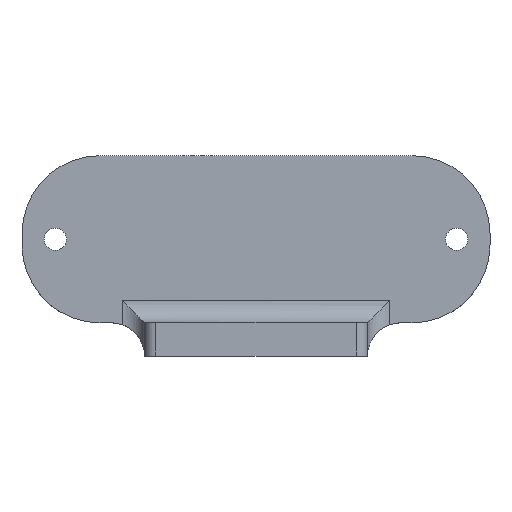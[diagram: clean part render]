
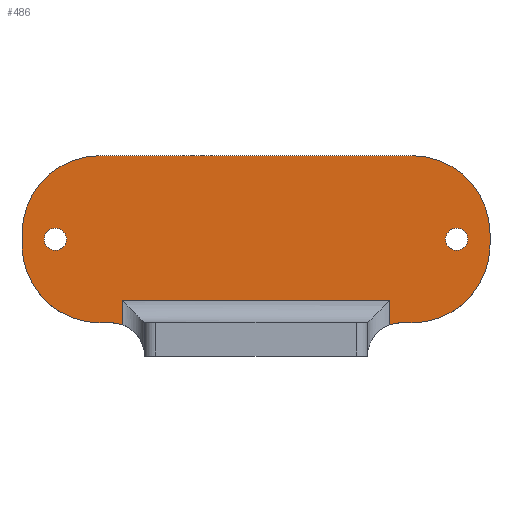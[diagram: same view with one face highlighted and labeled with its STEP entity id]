
A CAD part, top view. The second image highlights one B-rep face of the part: STEP entity #486.
In plain terms, the highlighted planar face has unit normal (0, 0, 1).
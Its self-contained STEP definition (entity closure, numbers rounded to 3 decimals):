
#19=FACE_BOUND('',#68,.T.);
#20=FACE_BOUND('',#69,.T.);
#27=PLANE('',#529);
#40=FACE_OUTER_BOUND('',#67,.T.);
#67=EDGE_LOOP('',(#332,#333,#334,#335,#336,#337,#338,#339,#340,#341,#342,
#343,#344,#345));
#68=EDGE_LOOP('',(#346));
#69=EDGE_LOOP('',(#347));
#103=LINE('',#742,#146);
#104=LINE('',#746,#147);
#105=LINE('',#750,#148);
#106=LINE('',#754,#149);
#107=LINE('',#758,#150);
#108=LINE('',#760,#151);
#109=LINE('',#762,#152);
#110=LINE('',#765,#153);
#146=VECTOR('',#591,10.);
#147=VECTOR('',#594,10.);
#148=VECTOR('',#597,10.);
#149=VECTOR('',#600,10.);
#150=VECTOR('',#603,10.);
#151=VECTOR('',#604,10.);
#152=VECTOR('',#605,10.);
#153=VECTOR('',#608,10.);
#188=CIRCLE('',#528,7.);
#189=CIRCLE('',#530,7.);
#190=CIRCLE('',#531,7.);
#191=CIRCLE('',#532,7.);
#192=CIRCLE('',#533,3.);
#193=CIRCLE('',#534,3.);
#194=CIRCLE('',#535,1.);
#195=CIRCLE('',#536,1.);
#213=VERTEX_POINT('',#735);
#214=VERTEX_POINT('',#737);
#215=VERTEX_POINT('',#741);
#216=VERTEX_POINT('',#743);
#217=VERTEX_POINT('',#745);
#218=VERTEX_POINT('',#747);
#219=VERTEX_POINT('',#749);
#220=VERTEX_POINT('',#751);
#221=VERTEX_POINT('',#753);
#222=VERTEX_POINT('',#755);
#223=VERTEX_POINT('',#757);
#224=VERTEX_POINT('',#759);
#225=VERTEX_POINT('',#761);
#226=VERTEX_POINT('',#763);
#227=VERTEX_POINT('',#766);
#228=VERTEX_POINT('',#768);
#259=EDGE_CURVE('',#213,#214,#188,.T.);
#261=EDGE_CURVE('',#215,#213,#103,.T.);
#262=EDGE_CURVE('',#216,#215,#189,.T.);
#263=EDGE_CURVE('',#217,#216,#104,.T.);
#264=EDGE_CURVE('',#218,#217,#190,.T.);
#265=EDGE_CURVE('',#219,#218,#105,.T.);
#266=EDGE_CURVE('',#220,#219,#191,.T.);
#267=EDGE_CURVE('',#221,#220,#106,.T.);
#268=EDGE_CURVE('',#222,#221,#192,.T.);
#269=EDGE_CURVE('',#223,#222,#107,.T.);
#270=EDGE_CURVE('',#224,#223,#108,.T.);
#271=EDGE_CURVE('',#225,#224,#109,.T.);
#272=EDGE_CURVE('',#225,#226,#193,.F.);
#273=EDGE_CURVE('',#214,#226,#110,.T.);
#274=EDGE_CURVE('',#227,#227,#194,.T.);
#275=EDGE_CURVE('',#228,#228,#195,.T.);
#332=ORIENTED_EDGE('',*,*,#259,.F.);
#333=ORIENTED_EDGE('',*,*,#261,.F.);
#334=ORIENTED_EDGE('',*,*,#262,.F.);
#335=ORIENTED_EDGE('',*,*,#263,.F.);
#336=ORIENTED_EDGE('',*,*,#264,.F.);
#337=ORIENTED_EDGE('',*,*,#265,.F.);
#338=ORIENTED_EDGE('',*,*,#266,.F.);
#339=ORIENTED_EDGE('',*,*,#267,.F.);
#340=ORIENTED_EDGE('',*,*,#268,.F.);
#341=ORIENTED_EDGE('',*,*,#269,.F.);
#342=ORIENTED_EDGE('',*,*,#270,.F.);
#343=ORIENTED_EDGE('',*,*,#271,.F.);
#344=ORIENTED_EDGE('',*,*,#272,.T.);
#345=ORIENTED_EDGE('',*,*,#273,.F.);
#346=ORIENTED_EDGE('',*,*,#274,.T.);
#347=ORIENTED_EDGE('',*,*,#275,.T.);
#486=ADVANCED_FACE('',(#40,#19,#20),#27,.T.);
#528=AXIS2_PLACEMENT_3D('',#738,#586,#587);
#529=AXIS2_PLACEMENT_3D('',#740,#589,#590);
#530=AXIS2_PLACEMENT_3D('',#744,#592,#593);
#531=AXIS2_PLACEMENT_3D('',#748,#595,#596);
#532=AXIS2_PLACEMENT_3D('',#752,#598,#599);
#533=AXIS2_PLACEMENT_3D('',#756,#601,#602);
#534=AXIS2_PLACEMENT_3D('',#764,#606,#607);
#535=AXIS2_PLACEMENT_3D('',#767,#609,#610);
#536=AXIS2_PLACEMENT_3D('',#769,#611,#612);
#586=DIRECTION('center_axis',(0.,0.,-1.));
#587=DIRECTION('ref_axis',(0.707,-0.707,0.));
#589=DIRECTION('center_axis',(0.,0.,1.));
#590=DIRECTION('ref_axis',(1.,0.,0.));
#591=DIRECTION('',(0.,-1.,0.));
#592=DIRECTION('center_axis',(0.,0.,-1.));
#593=DIRECTION('ref_axis',(0.707,0.707,0.));
#594=DIRECTION('',(1.,0.,0.));
#595=DIRECTION('center_axis',(0.,0.,-1.));
#596=DIRECTION('ref_axis',(-0.707,0.707,0.));
#597=DIRECTION('',(0.,1.,0.));
#598=DIRECTION('center_axis',(0.,0.,-1.));
#599=DIRECTION('ref_axis',(-0.707,-0.707,0.));
#600=DIRECTION('',(-1.,0.,0.));
#601=DIRECTION('center_axis',(0.,0.,1.));
#602=DIRECTION('ref_axis',(0.707,0.707,0.));
#603=DIRECTION('',(0.,-1.,0.));
#604=DIRECTION('',(-1.,0.,0.));
#605=DIRECTION('',(0.,1.,0.));
#606=DIRECTION('center_axis',(0.,0.,1.));
#607=DIRECTION('ref_axis',(-0.707,0.707,0.));
#608=DIRECTION('',(-1.,0.,0.));
#609=DIRECTION('center_axis',(0.,0.,-1.));
#610=DIRECTION('ref_axis',(1.,0.,0.));
#611=DIRECTION('center_axis',(0.,0.,-1.));
#612=DIRECTION('ref_axis',(1.,0.,0.));
#735=CARTESIAN_POINT('',(31.,17.,0.));
#737=CARTESIAN_POINT('',(24.,10.,0.));
#738=CARTESIAN_POINT('Origin',(24.,17.,0.));
#740=CARTESIAN_POINT('Origin',(10.,16.,0.));
#741=CARTESIAN_POINT('',(31.,18.,0.));
#742=CARTESIAN_POINT('',(31.,25.,0.));
#743=CARTESIAN_POINT('',(24.,25.,0.));
#744=CARTESIAN_POINT('Origin',(24.,18.,0.));
#745=CARTESIAN_POINT('',(-4.,25.,0.));
#746=CARTESIAN_POINT('',(-11.,25.,0.));
#747=CARTESIAN_POINT('',(-11.,18.,0.));
#748=CARTESIAN_POINT('Origin',(-4.,18.,0.));
#749=CARTESIAN_POINT('',(-11.,17.,0.));
#750=CARTESIAN_POINT('',(-11.,10.,0.));
#751=CARTESIAN_POINT('',(-4.,10.,0.));
#752=CARTESIAN_POINT('Origin',(-4.,17.,0.));
#753=CARTESIAN_POINT('',(-3.,10.,0.));
#754=CARTESIAN_POINT('',(0.,10.,0.));
#755=CARTESIAN_POINT('',(-2.,9.828,0.));
#756=CARTESIAN_POINT('Origin',(-3.,7.,0.));
#757=CARTESIAN_POINT('',(-2.,12.,0.));
#758=CARTESIAN_POINT('',(-2.,11.5,0.));
#759=CARTESIAN_POINT('',(22.,12.,0.));
#760=CARTESIAN_POINT('',(15.,12.,0.));
#761=CARTESIAN_POINT('',(22.,9.828,0.));
#762=CARTESIAN_POINT('',(22.,13.,0.));
#763=CARTESIAN_POINT('',(23.,10.,0.));
#764=CARTESIAN_POINT('Origin',(23.,7.,0.));
#765=CARTESIAN_POINT('',(31.,10.,0.));
#766=CARTESIAN_POINT('',(-9.,17.5,0.));
#767=CARTESIAN_POINT('Origin',(-8.,17.5,0.));
#768=CARTESIAN_POINT('',(27.,17.5,0.));
#769=CARTESIAN_POINT('Origin',(28.,17.5,0.));
